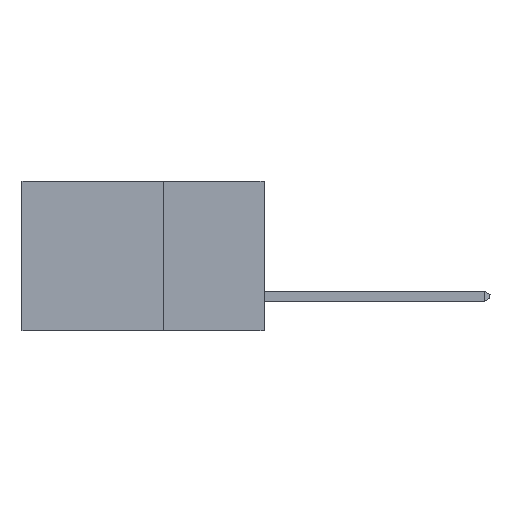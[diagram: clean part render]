
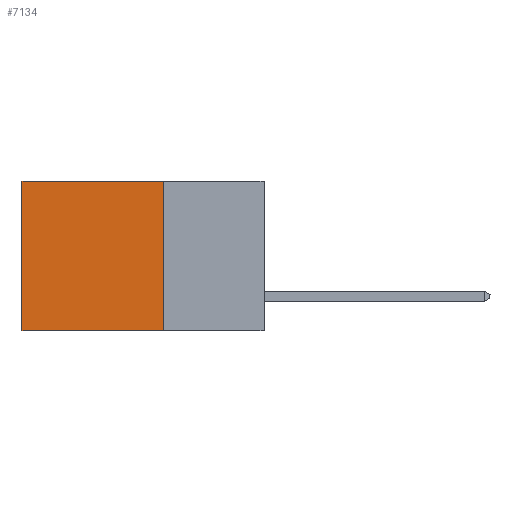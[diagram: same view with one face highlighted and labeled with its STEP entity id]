
A CAD part, left-side view. The second image highlights one B-rep face of the part: STEP entity #7134.
In plain terms, the highlighted planar face has unit normal (-1, 0, 0).
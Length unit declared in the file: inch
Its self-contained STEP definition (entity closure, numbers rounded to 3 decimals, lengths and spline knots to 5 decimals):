
#442 = VERTEX_POINT ( 'NONE', #10613 ) ;
#1880 = ORIENTED_EDGE ( 'NONE', *, *, #20052, .T. ) ;
#2302 = DIRECTION ( 'NONE',  ( 0., 0., -1. ) ) ;
#2414 = LINE ( 'NONE', #17592, #15341 ) ;
#4268 = EDGE_CURVE ( 'NONE', #442, #15934, #18840, .T. ) ;
#4842 = DIRECTION ( 'NONE',  ( 0., 1., 0. ) ) ;
#4856 = AXIS2_PLACEMENT_3D ( 'NONE', #18322, #20519, #22102 ) ;
#6933 = EDGE_CURVE ( 'NONE', #7156, #9929, #2414, .T. ) ;
#7134 = ADVANCED_FACE ( 'NONE', ( #7638 ), #15032, .F. ) ;
#7156 = VERTEX_POINT ( 'NONE', #11261 ) ;
#7638 = FACE_OUTER_BOUND ( 'NONE', #10838, .T. ) ;
#8031 = CARTESIAN_POINT ( 'NONE',  ( 0.2615, 0.6, -0.37 ) ) ;
#8118 = CARTESIAN_POINT ( 'NONE',  ( 0.2615, 0.25, -0.37 ) ) ;
#8243 = EDGE_CURVE ( 'NONE', #9929, #15934, #23811, .T. ) ;
#8314 = LINE ( 'NONE', #21669, #14473 ) ;
#8746 = CARTESIAN_POINT ( 'NONE',  ( 0.2615, 0.25, -0.37 ) ) ;
#9929 = VERTEX_POINT ( 'NONE', #8118 ) ;
#10613 = CARTESIAN_POINT ( 'NONE',  ( 0.2615, 0.6, 0. ) ) ;
#10838 = EDGE_LOOP ( 'NONE', ( #21672, #13893, #13528, #1880 ) ) ;
#11261 = CARTESIAN_POINT ( 'NONE',  ( 0.2615, 0.25, 0. ) ) ;
#12419 = DIRECTION ( 'NONE',  ( 0., 1., 0. ) ) ;
#13528 = ORIENTED_EDGE ( 'NONE', *, *, #6933, .F. ) ;
#13579 = DIRECTION ( 'NONE',  ( 0., 0., -1. ) ) ;
#13893 = ORIENTED_EDGE ( 'NONE', *, *, #8243, .F. ) ;
#14473 = VECTOR ( 'NONE', #12419, 39.37008 ) ;
#15032 = PLANE ( 'NONE',  #4856 ) ;
#15341 = VECTOR ( 'NONE', #13579, 39.37008 ) ;
#15934 = VERTEX_POINT ( 'NONE', #18033 ) ;
#17592 = CARTESIAN_POINT ( 'NONE',  ( 0.2615, 0.25, -0.37 ) ) ;
#18033 = CARTESIAN_POINT ( 'NONE',  ( 0.2615, 0.6, -0.37 ) ) ;
#18322 = CARTESIAN_POINT ( 'NONE',  ( 0.2615, 0.25, -0.37 ) ) ;
#18840 = LINE ( 'NONE', #8031, #22677 ) ;
#20052 = EDGE_CURVE ( 'NONE', #7156, #442, #8314, .T. ) ;
#20440 = VECTOR ( 'NONE', #4842, 39.37008 ) ;
#20519 = DIRECTION ( 'NONE',  ( 1., 0., 0. ) ) ;
#21669 = CARTESIAN_POINT ( 'NONE',  ( 0.2615, 0.25, 0. ) ) ;
#21672 = ORIENTED_EDGE ( 'NONE', *, *, #4268, .T. ) ;
#22102 = DIRECTION ( 'NONE',  ( 0., 0., -1. ) ) ;
#22677 = VECTOR ( 'NONE', #2302, 39.37008 ) ;
#23811 = LINE ( 'NONE', #8746, #20440 ) ;
